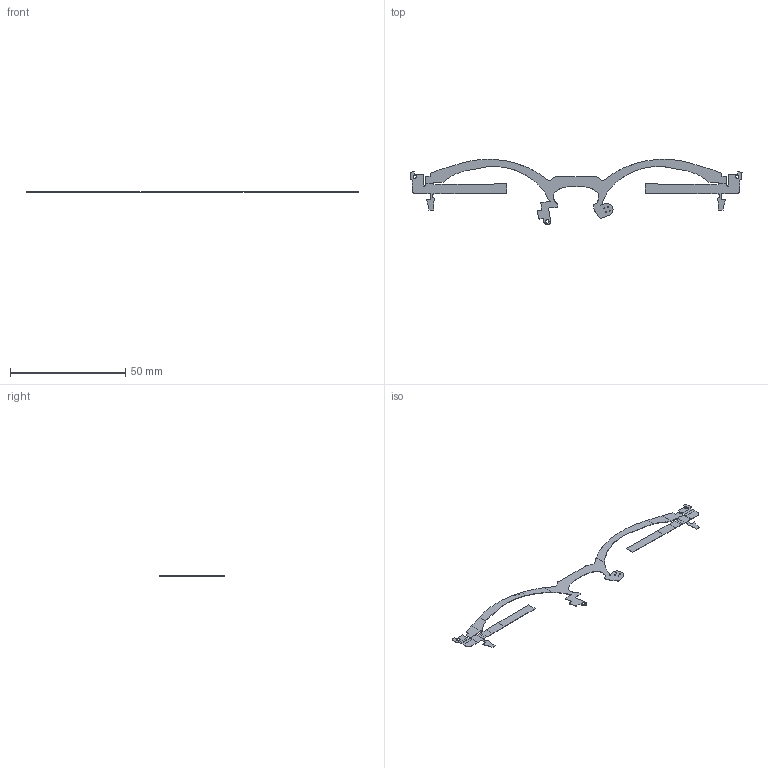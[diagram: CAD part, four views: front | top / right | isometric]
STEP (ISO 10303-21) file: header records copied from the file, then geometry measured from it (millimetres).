
FILE_DESCRIPTION(/* description */ (''),/* implementation_level */ '2;1');
FILE_NAME(/* name */ 'FPC_FINAL_v5.step',/* time_stamp */ '2019-08-26T23:38:31-04:00',/* author */ ('dramsayL9FKA'),/* organization */ (''),/* preprocessor_version */ 'ST-DEVELOPER v18',/* originating_system */ 'Autodesk Translation Framework v8.2.0.1029',/* authorisation */ '');
FILE_SCHEMA (('AUTOMOTIVE_DESIGN { 1 0 10303 214 3 1 1 }'));
Length unit declared in the file: millimetre
Products named in the file (1): FPC_FINAL_v5
Bounding box: 143.91 x 28.29 x 0.14 mm (x, y, z)
Volume: 143.1 mm3; surface area: 2200.4 mm2
Topology: 1 solids, 1 shells, 295 faces, 820 edges, 527 vertices
Faces by surface type: plane 182, bspline 72, cylinder 41
Entity records: 10402 total; most frequent: CARTESIAN_POINT 3045, ORIENTED_EDGE 1636, DIRECTION 1367, EDGE_CURVE 818, LINE 575, VECTOR 575, VERTEX_POINT 526, AXIS2_PLACEMENT_3D 396
